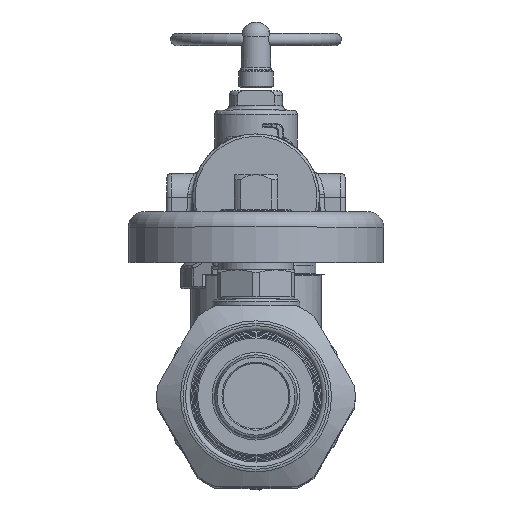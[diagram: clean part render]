
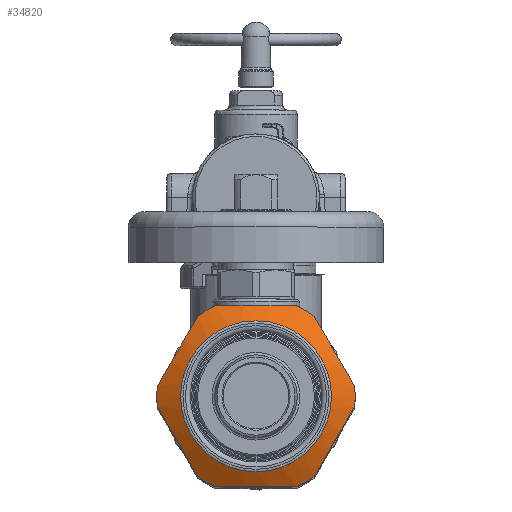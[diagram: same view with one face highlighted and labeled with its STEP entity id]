
A CAD part, top view. The second image highlights one B-rep face of the part: STEP entity #34820.
In plain terms, the highlighted conical face has half-angle 60 degrees and reference radius 17.78 mm.
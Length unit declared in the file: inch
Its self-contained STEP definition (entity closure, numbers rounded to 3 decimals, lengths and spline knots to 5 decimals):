
#82=(
BOUNDED_CURVE()
B_SPLINE_CURVE(2,(#133292,#133293,#133294),.UNSPECIFIED.,.F.,.F.)
B_SPLINE_CURVE_WITH_KNOTS((3,3),(0.,1.67512),.UNSPECIFIED.)
CURVE()
GEOMETRIC_REPRESENTATION_ITEM()
RATIONAL_B_SPLINE_CURVE((1.,1.096,1.))
REPRESENTATION_ITEM('')
);
#83=(
BOUNDED_CURVE()
B_SPLINE_CURVE(2,(#133298,#133299,#133300),.UNSPECIFIED.,.F.,.F.)
B_SPLINE_CURVE_WITH_KNOTS((3,3),(0.,1.67512),.UNSPECIFIED.)
CURVE()
GEOMETRIC_REPRESENTATION_ITEM()
RATIONAL_B_SPLINE_CURVE((1.,1.096,1.))
REPRESENTATION_ITEM('')
);
#84=(
BOUNDED_CURVE()
B_SPLINE_CURVE(2,(#133304,#133305,#133306),.UNSPECIFIED.,.F.,.F.)
B_SPLINE_CURVE_WITH_KNOTS((3,3),(0.,1.67512),.UNSPECIFIED.)
CURVE()
GEOMETRIC_REPRESENTATION_ITEM()
RATIONAL_B_SPLINE_CURVE((1.,1.096,1.))
REPRESENTATION_ITEM('')
);
#85=(
BOUNDED_CURVE()
B_SPLINE_CURVE(2,(#133310,#133311,#133312),.UNSPECIFIED.,.F.,.F.)
B_SPLINE_CURVE_WITH_KNOTS((3,3),(0.,1.67512),.UNSPECIFIED.)
CURVE()
GEOMETRIC_REPRESENTATION_ITEM()
RATIONAL_B_SPLINE_CURVE((1.,1.096,1.))
REPRESENTATION_ITEM('')
);
#86=(
BOUNDED_CURVE()
B_SPLINE_CURVE(2,(#133316,#133317,#133318),.UNSPECIFIED.,.F.,.F.)
B_SPLINE_CURVE_WITH_KNOTS((3,3),(0.,1.67512),.UNSPECIFIED.)
CURVE()
GEOMETRIC_REPRESENTATION_ITEM()
RATIONAL_B_SPLINE_CURVE((1.,1.096,1.))
REPRESENTATION_ITEM('')
);
#87=(
BOUNDED_CURVE()
B_SPLINE_CURVE(2,(#133322,#133323,#133324),.UNSPECIFIED.,.F.,.F.)
B_SPLINE_CURVE_WITH_KNOTS((3,3),(0.,1.67512),.UNSPECIFIED.)
CURVE()
GEOMETRIC_REPRESENTATION_ITEM()
RATIONAL_B_SPLINE_CURVE((1.,1.096,1.))
REPRESENTATION_ITEM('')
);
#2825=CONICAL_SURFACE('',#38308,0.7,1.047);
#4821=FACE_OUTER_BOUND('',#7181,.T.);
#7181=EDGE_LOOP('',(#29979,#29980,#29981,#29982,#29983,#29984,#29985,#29986,
#29987,#29988,#29989,#29990,#29991,#29992,#29993,#29994));
#10787=CIRCLE('',#38305,0.60928);
#10789=CIRCLE('',#38309,0.8);
#10790=CIRCLE('',#38310,0.8);
#10791=CIRCLE('',#38311,0.8);
#10792=CIRCLE('',#38312,0.8);
#10793=CIRCLE('',#38313,0.8);
#10794=CIRCLE('',#38314,0.8);
#10795=CIRCLE('',#38315,0.8);
#12185=LINE('',#133288,#13347);
#13347=VECTOR('',#45675,0.7);
#15997=VERTEX_POINT('',#133280);
#15999=VERTEX_POINT('',#133287);
#16000=VERTEX_POINT('',#133289);
#16001=VERTEX_POINT('',#133291);
#16002=VERTEX_POINT('',#133295);
#16003=VERTEX_POINT('',#133297);
#16004=VERTEX_POINT('',#133301);
#16005=VERTEX_POINT('',#133303);
#16006=VERTEX_POINT('',#133307);
#16007=VERTEX_POINT('',#133309);
#16008=VERTEX_POINT('',#133313);
#16009=VERTEX_POINT('',#133315);
#16010=VERTEX_POINT('',#133319);
#16011=VERTEX_POINT('',#133321);
#20724=EDGE_CURVE('',#15997,#15997,#10787,.T.);
#20726=EDGE_CURVE('',#15997,#15999,#12185,.T.);
#20727=EDGE_CURVE('',#16000,#15999,#10789,.T.);
#20728=EDGE_CURVE('',#16001,#16000,#82,.T.);
#20729=EDGE_CURVE('',#16002,#16001,#10790,.T.);
#20730=EDGE_CURVE('',#16003,#16002,#83,.T.);
#20731=EDGE_CURVE('',#16004,#16003,#10791,.T.);
#20732=EDGE_CURVE('',#16005,#16004,#84,.T.);
#20733=EDGE_CURVE('',#16006,#16005,#10792,.T.);
#20734=EDGE_CURVE('',#16007,#16006,#85,.T.);
#20735=EDGE_CURVE('',#16008,#16007,#10793,.T.);
#20736=EDGE_CURVE('',#16009,#16008,#86,.T.);
#20737=EDGE_CURVE('',#16010,#16009,#10794,.T.);
#20738=EDGE_CURVE('',#16011,#16010,#87,.T.);
#20739=EDGE_CURVE('',#15999,#16011,#10795,.T.);
#29979=ORIENTED_EDGE('',*,*,#20724,.F.);
#29980=ORIENTED_EDGE('',*,*,#20726,.T.);
#29981=ORIENTED_EDGE('',*,*,#20727,.F.);
#29982=ORIENTED_EDGE('',*,*,#20728,.F.);
#29983=ORIENTED_EDGE('',*,*,#20729,.F.);
#29984=ORIENTED_EDGE('',*,*,#20730,.F.);
#29985=ORIENTED_EDGE('',*,*,#20731,.F.);
#29986=ORIENTED_EDGE('',*,*,#20732,.F.);
#29987=ORIENTED_EDGE('',*,*,#20733,.F.);
#29988=ORIENTED_EDGE('',*,*,#20734,.F.);
#29989=ORIENTED_EDGE('',*,*,#20735,.F.);
#29990=ORIENTED_EDGE('',*,*,#20736,.F.);
#29991=ORIENTED_EDGE('',*,*,#20737,.F.);
#29992=ORIENTED_EDGE('',*,*,#20738,.F.);
#29993=ORIENTED_EDGE('',*,*,#20739,.F.);
#29994=ORIENTED_EDGE('',*,*,#20726,.F.);
#34820=ADVANCED_FACE('',(#4821),#2825,.T.);
#38305=AXIS2_PLACEMENT_3D('',#133282,#45667,#45668);
#38308=AXIS2_PLACEMENT_3D('',#133286,#45673,#45674);
#38309=AXIS2_PLACEMENT_3D('',#133290,#45676,#45677);
#38310=AXIS2_PLACEMENT_3D('',#133296,#45678,#45679);
#38311=AXIS2_PLACEMENT_3D('',#133302,#45680,#45681);
#38312=AXIS2_PLACEMENT_3D('',#133308,#45682,#45683);
#38313=AXIS2_PLACEMENT_3D('',#133314,#45684,#45685);
#38314=AXIS2_PLACEMENT_3D('',#133320,#45686,#45687);
#38315=AXIS2_PLACEMENT_3D('',#133325,#45688,#45689);
#45667=DIRECTION('center_axis',(0.,0.,
1.));
#45668=DIRECTION('ref_axis',(-1.,0.,0.));
#45673=DIRECTION('center_axis',(0.,0.,-1.));
#45674=DIRECTION('ref_axis',(1.,0.,0.));
#45675=DIRECTION('',(-0.866,0.,-0.5));
#45676=DIRECTION('center_axis',(0.,0.,-1.));
#45677=DIRECTION('ref_axis',(-1.,0.,0.));
#45678=DIRECTION('center_axis',(0.,0.,-1.));
#45679=DIRECTION('ref_axis',(-1.,0.,0.));
#45680=DIRECTION('center_axis',(0.,0.,-1.));
#45681=DIRECTION('ref_axis',(-1.,0.,0.));
#45682=DIRECTION('center_axis',(0.,0.,-1.));
#45683=DIRECTION('ref_axis',(-1.,0.,0.));
#45684=DIRECTION('center_axis',(0.,0.,-1.));
#45685=DIRECTION('ref_axis',(-1.,0.,0.));
#45686=DIRECTION('center_axis',(0.,0.,-1.));
#45687=DIRECTION('ref_axis',(-1.,0.,0.));
#45688=DIRECTION('center_axis',(0.,0.,-1.));
#45689=DIRECTION('ref_axis',(-1.,0.,0.));
#133280=CARTESIAN_POINT('',(-0.60928,0.,0.62464));
#133282=CARTESIAN_POINT('Origin',(0.,0.,
0.62464));
#133286=CARTESIAN_POINT('Origin',(0.,0.,0.57226));
#133287=CARTESIAN_POINT('',(-0.8,0.,0.51453));
#133288=CARTESIAN_POINT('',(-0.7,0.,0.57226));
#133289=CARTESIAN_POINT('',(-0.79583,-0.08158,0.51453));
#133290=CARTESIAN_POINT('Origin',(0.,0.,0.51453));
#133291=CARTESIAN_POINT('',(-0.46857,-0.64842,0.51453));
#133292=CARTESIAN_POINT('Ctrl Pts',(-0.46857,-0.64842,
0.51453));
#133293=CARTESIAN_POINT('Ctrl Pts',(-0.6322,-0.365,0.59182));
#133294=CARTESIAN_POINT('Ctrl Pts',(-0.79583,-0.08158,
0.51453));
#133295=CARTESIAN_POINT('',(-0.32726,-0.73,0.51453));
#133296=CARTESIAN_POINT('Origin',(0.,0.,0.51453));
#133297=CARTESIAN_POINT('',(0.32726,-0.73,0.51453));
#133298=CARTESIAN_POINT('Ctrl Pts',(0.32726,-0.73,0.51453));
#133299=CARTESIAN_POINT('Ctrl Pts',(0.,-0.73,0.59182));
#133300=CARTESIAN_POINT('Ctrl Pts',(-0.32726,-0.73,0.51453));
#133301=CARTESIAN_POINT('',(0.46857,-0.64842,0.51453));
#133302=CARTESIAN_POINT('Origin',(0.,0.,0.51453));
#133303=CARTESIAN_POINT('',(0.79583,-0.08158,0.51453));
#133304=CARTESIAN_POINT('Ctrl Pts',(0.79583,-0.08158,
0.51453));
#133305=CARTESIAN_POINT('Ctrl Pts',(0.6322,-0.365,
0.59182));
#133306=CARTESIAN_POINT('Ctrl Pts',(0.46857,-0.64842,
0.51453));
#133307=CARTESIAN_POINT('',(0.79583,0.08158,0.51453));
#133308=CARTESIAN_POINT('Origin',(0.,0.,0.51453));
#133309=CARTESIAN_POINT('',(0.46857,0.64842,0.51453));
#133310=CARTESIAN_POINT('Ctrl Pts',(0.46857,0.64842,
0.51453));
#133311=CARTESIAN_POINT('Ctrl Pts',(0.6322,0.365,0.59182));
#133312=CARTESIAN_POINT('Ctrl Pts',(0.79583,0.08158,
0.51453));
#133313=CARTESIAN_POINT('',(0.32726,0.73,0.51453));
#133314=CARTESIAN_POINT('Origin',(0.,0.,0.51453));
#133315=CARTESIAN_POINT('',(-0.32726,0.73,0.51453));
#133316=CARTESIAN_POINT('Ctrl Pts',(-0.32726,0.73,
0.51453));
#133317=CARTESIAN_POINT('Ctrl Pts',(0.,0.73,0.59182));
#133318=CARTESIAN_POINT('Ctrl Pts',(0.32726,0.73,0.51453));
#133319=CARTESIAN_POINT('',(-0.46857,0.64842,0.51453));
#133320=CARTESIAN_POINT('Origin',(0.,0.,0.51453));
#133321=CARTESIAN_POINT('',(-0.79583,0.08158,0.51453));
#133322=CARTESIAN_POINT('Ctrl Pts',(-0.79583,0.08158,
0.51453));
#133323=CARTESIAN_POINT('Ctrl Pts',(-0.6322,0.365,
0.59182));
#133324=CARTESIAN_POINT('Ctrl Pts',(-0.46857,0.64842,
0.51453));
#133325=CARTESIAN_POINT('Origin',(0.,0.,0.51453));
